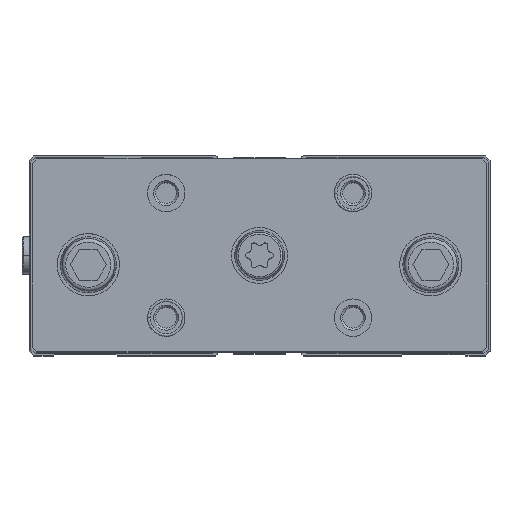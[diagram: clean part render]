
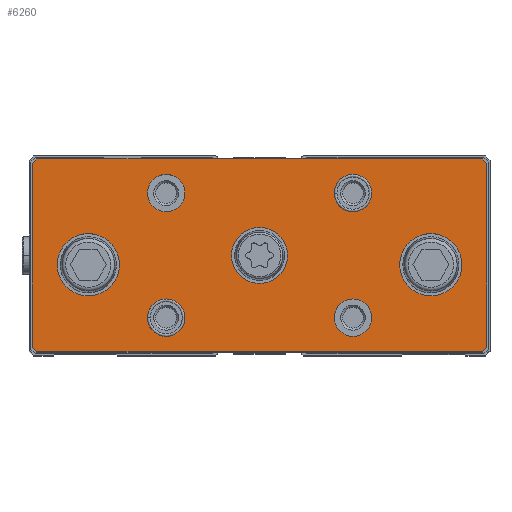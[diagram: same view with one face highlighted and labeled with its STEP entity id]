
A CAD part, top view. The second image highlights one B-rep face of the part: STEP entity #6260.
In plain terms, the highlighted face is planar.
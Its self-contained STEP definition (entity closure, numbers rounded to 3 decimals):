
#550=CIRCLE('',#6970,9.);
#551=CIRCLE('',#6971,10.);
#552=CIRCLE('',#6972,10.);
#553=CIRCLE('',#6973,6.);
#554=CIRCLE('',#6974,6.);
#555=CIRCLE('',#6975,6.);
#556=CIRCLE('',#6976,6.);
#1887=ORIENTED_EDGE('',*,*,#2879,.F.);
#1888=ORIENTED_EDGE('',*,*,#2880,.F.);
#1889=ORIENTED_EDGE('',*,*,#2881,.F.);
#1890=ORIENTED_EDGE('',*,*,#2882,.F.);
#1891=ORIENTED_EDGE('',*,*,#2883,.F.);
#1892=ORIENTED_EDGE('',*,*,#2884,.F.);
#1893=ORIENTED_EDGE('',*,*,#2885,.F.);
#1894=ORIENTED_EDGE('',*,*,#2844,.T.);
#1895=ORIENTED_EDGE('',*,*,#2848,.T.);
#1896=ORIENTED_EDGE('',*,*,#2853,.T.);
#1897=ORIENTED_EDGE('',*,*,#2856,.T.);
#1898=ORIENTED_EDGE('',*,*,#2859,.T.);
#1899=ORIENTED_EDGE('',*,*,#2862,.T.);
#1900=ORIENTED_EDGE('',*,*,#2867,.T.);
#1901=ORIENTED_EDGE('',*,*,#2870,.T.);
#2844=EDGE_CURVE('',#3493,#3494,#3994,.T.);
#2848=EDGE_CURVE('',#3494,#3497,#3998,.T.);
#2853=EDGE_CURVE('',#3497,#3501,#4001,.T.);
#2856=EDGE_CURVE('',#3501,#3503,#4004,.T.);
#2859=EDGE_CURVE('',#3503,#3505,#4007,.T.);
#2862=EDGE_CURVE('',#3505,#3507,#4010,.T.);
#2867=EDGE_CURVE('',#3507,#3511,#4013,.T.);
#2870=EDGE_CURVE('',#3511,#3493,#4016,.T.);
#2879=EDGE_CURVE('',#3520,#3520,#550,.T.);
#2880=EDGE_CURVE('',#3521,#3521,#551,.T.);
#2881=EDGE_CURVE('',#3522,#3522,#552,.T.);
#2882=EDGE_CURVE('',#3523,#3523,#553,.T.);
#2883=EDGE_CURVE('',#3524,#3524,#554,.T.);
#2884=EDGE_CURVE('',#3525,#3525,#555,.T.);
#2885=EDGE_CURVE('',#3526,#3526,#556,.T.);
#3493=VERTEX_POINT('',#10489);
#3494=VERTEX_POINT('',#10490);
#3497=VERTEX_POINT('',#10498);
#3501=VERTEX_POINT('',#10508);
#3503=VERTEX_POINT('',#10514);
#3505=VERTEX_POINT('',#10520);
#3507=VERTEX_POINT('',#10526);
#3511=VERTEX_POINT('',#10536);
#3520=VERTEX_POINT('',#10560);
#3521=VERTEX_POINT('',#10562);
#3522=VERTEX_POINT('',#10564);
#3523=VERTEX_POINT('',#10566);
#3524=VERTEX_POINT('',#10568);
#3525=VERTEX_POINT('',#10570);
#3526=VERTEX_POINT('',#10572);
#3994=LINE('',#10488,#4440);
#3998=LINE('',#10497,#4444);
#4001=LINE('',#10507,#4447);
#4004=LINE('',#10513,#4450);
#4007=LINE('',#10519,#4453);
#4010=LINE('',#10525,#4456);
#4013=LINE('',#10535,#4459);
#4016=LINE('',#10541,#4462);
#4440=VECTOR('',#8579,1000.);
#4444=VECTOR('',#8585,1000.);
#4447=VECTOR('',#8594,1000.);
#4450=VECTOR('',#8599,1000.);
#4453=VECTOR('',#8604,1000.);
#4456=VECTOR('',#8609,1000.);
#4459=VECTOR('',#8618,1000.);
#4462=VECTOR('',#8623,1000.);
#4974=EDGE_LOOP('',(#1887));
#4975=EDGE_LOOP('',(#1888));
#4976=EDGE_LOOP('',(#1889));
#4977=EDGE_LOOP('',(#1890));
#4978=EDGE_LOOP('',(#1891));
#4979=EDGE_LOOP('',(#1892));
#4980=EDGE_LOOP('',(#1893));
#4981=EDGE_LOOP('',(#1894,#1895,#1896,#1897,#1898,#1899,#1900,#1901));
#5592=FACE_BOUND('',#4974,.T.);
#5593=FACE_BOUND('',#4975,.T.);
#5594=FACE_BOUND('',#4976,.T.);
#5595=FACE_BOUND('',#4977,.T.);
#5596=FACE_BOUND('',#4978,.T.);
#5597=FACE_BOUND('',#4979,.T.);
#5598=FACE_BOUND('',#4980,.T.);
#5599=FACE_BOUND('',#4981,.T.);
#5924=PLANE('',#6969);
#6260=ADVANCED_FACE('',(#5592,#5593,#5594,#5595,#5596,#5597,#5598,#5599),
#5924,.T.);
#6969=AXIS2_PLACEMENT_3D('',#10558,#8641,#8642);
#6970=AXIS2_PLACEMENT_3D('',#10559,#8643,#8644);
#6971=AXIS2_PLACEMENT_3D('',#10561,#8645,#8646);
#6972=AXIS2_PLACEMENT_3D('',#10563,#8647,#8648);
#6973=AXIS2_PLACEMENT_3D('',#10565,#8649,#8650);
#6974=AXIS2_PLACEMENT_3D('',#10567,#8651,#8652);
#6975=AXIS2_PLACEMENT_3D('',#10569,#8653,#8654);
#6976=AXIS2_PLACEMENT_3D('',#10571,#8655,#8656);
#8579=DIRECTION('',(0.,-1.,0.));
#8585=DIRECTION('',(0.,-0.707,-0.707));
#8594=DIRECTION('',(0.,0.,-1.));
#8599=DIRECTION('',(0.,0.707,-0.707));
#8604=DIRECTION('',(0.,1.,0.));
#8609=DIRECTION('',(0.,0.707,0.707));
#8618=DIRECTION('',(0.,0.,1.));
#8623=DIRECTION('',(0.,-0.707,0.707));
#8641=DIRECTION('',(1.,0.,0.));
#8642=DIRECTION('',(0.,0.,-1.));
#8643=DIRECTION('',(1.,0.,0.));
#8644=DIRECTION('',(0.,0.,-1.));
#8645=DIRECTION('',(1.,0.,0.));
#8646=DIRECTION('',(0.,0.,-1.));
#8647=DIRECTION('',(1.,0.,0.));
#8648=DIRECTION('',(0.,0.,-1.));
#8649=DIRECTION('',(1.,0.,0.));
#8650=DIRECTION('',(0.,0.,-1.));
#8651=DIRECTION('',(1.,0.,0.));
#8652=DIRECTION('',(0.,0.,-1.));
#8653=DIRECTION('',(1.,0.,0.));
#8654=DIRECTION('',(0.,0.,-1.));
#8655=DIRECTION('',(1.,0.,0.));
#8656=DIRECTION('',(0.,0.,-1.));
#10488=CARTESIAN_POINT('',(18.,29.5,73.));
#10489=CARTESIAN_POINT('',(18.,29.5,73.));
#10490=CARTESIAN_POINT('',(18.,-29.5,73.));
#10497=CARTESIAN_POINT('',(18.,-29.5,73.));
#10498=CARTESIAN_POINT('',(18.,-31.,71.5));
#10507=CARTESIAN_POINT('',(18.,-31.,71.5));
#10508=CARTESIAN_POINT('',(18.,-31.,-71.5));
#10513=CARTESIAN_POINT('',(18.,-31.,-71.5));
#10514=CARTESIAN_POINT('',(18.,-29.5,-73.));
#10519=CARTESIAN_POINT('',(18.,-29.5,-73.));
#10520=CARTESIAN_POINT('',(18.,29.5,-73.));
#10525=CARTESIAN_POINT('',(18.,29.5,-73.));
#10526=CARTESIAN_POINT('',(18.,31.,-71.5));
#10535=CARTESIAN_POINT('',(18.,31.,-71.5));
#10536=CARTESIAN_POINT('',(18.,31.,71.5));
#10541=CARTESIAN_POINT('',(18.,31.,71.5));
#10558=CARTESIAN_POINT('',(18.,0.,0.));
#10559=CARTESIAN_POINT('',(18.,0.,0.));
#10560=CARTESIAN_POINT('',(18.,0.,-9.));
#10561=CARTESIAN_POINT('',(18.,-3.,-55.));
#10562=CARTESIAN_POINT('',(18.,-3.,-65.));
#10563=CARTESIAN_POINT('',(18.,-3.,55.));
#10564=CARTESIAN_POINT('',(18.,-3.,45.));
#10565=CARTESIAN_POINT('',(18.,20.,-30.));
#10566=CARTESIAN_POINT('',(18.,20.,-36.));
#10567=CARTESIAN_POINT('',(18.,20.,30.));
#10568=CARTESIAN_POINT('',(18.,20.,24.));
#10569=CARTESIAN_POINT('',(18.,-20.,-30.));
#10570=CARTESIAN_POINT('',(18.,-20.,-36.));
#10571=CARTESIAN_POINT('',(18.,-20.,30.));
#10572=CARTESIAN_POINT('',(18.,-20.,24.));
